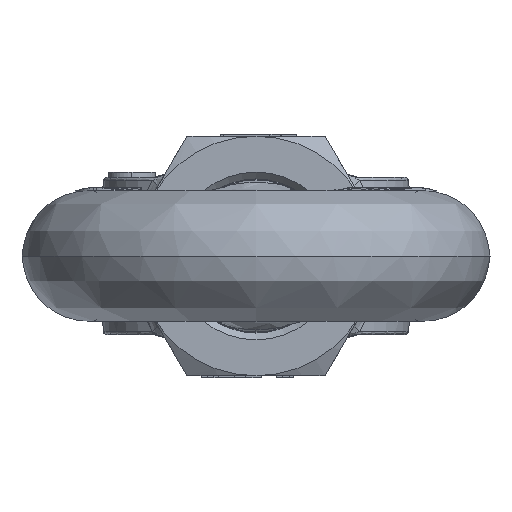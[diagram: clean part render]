
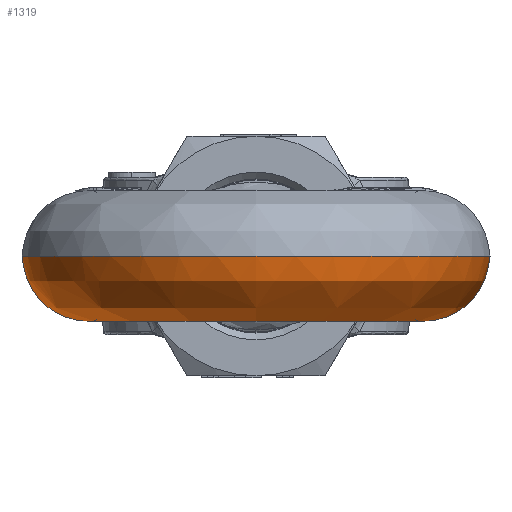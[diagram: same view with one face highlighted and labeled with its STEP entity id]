
A CAD part, left-side view. The second image highlights one B-rep face of the part: STEP entity #1319.
In plain terms, the highlighted free-form (B-spline) face has degree [3, 3] with [4, 7] control points.
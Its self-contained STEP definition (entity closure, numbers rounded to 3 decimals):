
#1319=ADVANCED_FACE('NONE',(#2923),#2924,.T.);
#2923=FACE_OUTER_BOUND('',#8372,.T.);
#2924=(B_SPLINE_SURFACE(3,3,((#8374,#8375,#8376,#8377,#8378,#8379,#8380),(#8381,#8382,#8383,#8384,#8385,#8386,#8387),(#8388,#8389,#8390,#8391,#8392,#8393,#8394),(#8395,#8396,#8397,#8398,#8399,#8400,#8401)),.UNSPECIFIED.,.F.,.F.,.F.)B_SPLINE_SURFACE_WITH_KNOTS((4,4),(4,3,4),(0.0,1.0),(0.0,0.5,1.0),.UNSPECIFIED.)RATIONAL_B_SPLINE_SURFACE(((1.0,0.779,0.779,1.0,0.779,0.779,1.0),(0.333,0.26,0.26,0.333,0.26,0.26,0.333),(0.333,0.26,0.26,0.333,0.26,0.26,0.333),(1.0,0.779,0.779,1.0,0.779,0.779,1.0)))BOUNDED_SURFACE()REPRESENTATION_ITEM('')GEOMETRIC_REPRESENTATION_ITEM()SURFACE());
#8372=EDGE_LOOP('',(#14711,#14712,#14713,#14714));
#8374=CARTESIAN_POINT('',(-207.262,68.124,0.));
#8375=CARTESIAN_POINT('',(-250.566,72.678,0.));
#8376=CARTESIAN_POINT('',(-282.925,43.543,0.));
#8377=CARTESIAN_POINT('',(-282.925,0.,0.));
#8378=CARTESIAN_POINT('',(-282.925,-43.543,0.));
#8379=CARTESIAN_POINT('',(-250.566,-72.678,0.));
#8380=CARTESIAN_POINT('',(-207.262,-68.124,0.));
#8381=CARTESIAN_POINT('',(-207.262,68.124,-38.0));
#8382=CARTESIAN_POINT('',(-250.566,72.678,-38.0));
#8383=CARTESIAN_POINT('',(-282.925,43.543,-38.0));
#8384=CARTESIAN_POINT('',(-282.925,0.,-38.0));
#8385=CARTESIAN_POINT('',(-282.925,-43.543,-38.0));
#8386=CARTESIAN_POINT('',(-250.566,-72.678,-38.0));
#8387=CARTESIAN_POINT('',(-207.262,-68.124,-38.0));
#8388=CARTESIAN_POINT('',(-211.236,30.333,-38.0));
#8389=CARTESIAN_POINT('',(-230.517,32.36,-38.0));
#8390=CARTESIAN_POINT('',(-244.925,19.388,-38.0));
#8391=CARTESIAN_POINT('',(-244.925,0.,-38.0));
#8392=CARTESIAN_POINT('',(-244.925,-19.388,-38.0));
#8393=CARTESIAN_POINT('',(-230.517,-32.36,-38.0));
#8394=CARTESIAN_POINT('',(-211.236,-30.333,-38.0));
#8395=CARTESIAN_POINT('',(-211.236,30.333,0.));
#8396=CARTESIAN_POINT('',(-230.517,32.36,0.));
#8397=CARTESIAN_POINT('',(-244.925,19.388,0.));
#8398=CARTESIAN_POINT('',(-244.925,0.,0.));
#8399=CARTESIAN_POINT('',(-244.925,-19.388,0.));
#8400=CARTESIAN_POINT('',(-230.517,-32.36,0.));
#8401=CARTESIAN_POINT('',(-211.236,-30.333,0.));
#14711=ORIENTED_EDGE('',*,*,#18451,.F.);
#14712=ORIENTED_EDGE('',*,*,#18452,.T.);
#14713=ORIENTED_EDGE('',*,*,#18453,.F.);
#14714=ORIENTED_EDGE('',*,*,#18454,.F.);
#18451=EDGE_CURVE('NONE',#21113,#21112,#21199,.T.);
#18452=EDGE_CURVE('NONE',#21113,#20984,#21200,.T.);
#18453=EDGE_CURVE('NONE',#20986,#20984,#21201,.T.);
#18454=EDGE_CURVE('NONE',#21112,#20986,#21202,.T.);
#20984=VERTEX_POINT('NONE',#28335);
#20986=VERTEX_POINT('NONE',#28337);
#21112=VERTEX_POINT('NONE',#28914);
#21113=VERTEX_POINT('NONE',#28915);
#21199=CIRCLE('',#29226,19.0);
#21200=CIRCLE('',#29227,30.5);
#21201=CIRCLE('',#29228,19.0);
#21202=CIRCLE('',#29229,68.5);
#28335=CARTESIAN_POINT('',(-211.236,-30.333,0.));
#28337=CARTESIAN_POINT('',(-207.262,-68.124,0.));
#28914=CARTESIAN_POINT('',(-207.262,68.124,0.));
#28915=CARTESIAN_POINT('',(-211.236,30.333,0.));
#29226=AXIS2_PLACEMENT_3D('',#35453,#35454,#35455);
#29227=AXIS2_PLACEMENT_3D('',#35456,#35457,#35458);
#29228=AXIS2_PLACEMENT_3D('',#35459,#35460,#35461);
#29229=AXIS2_PLACEMENT_3D('',#35462,#35463,#35464);
#35453=CARTESIAN_POINT('',(-209.249,49.229,0.));
#35454=DIRECTION('',(0.995,-0.105,0.0));
#35455=DIRECTION('',(0.105,0.995,0.0));
#35456=CARTESIAN_POINT('',(-214.425,0.,0.));
#35457=DIRECTION('',(0.,0.,1.0));
#35458=DIRECTION('',(1.0,0.,0.));
#35459=CARTESIAN_POINT('',(-209.249,-49.229,0.0));
#35460=DIRECTION('',(0.995,0.105,0.0));
#35461=DIRECTION('',(0.105,-0.995,0.0));
#35462=CARTESIAN_POINT('',(-214.425,0.,0.));
#35463=DIRECTION('',(0.,0.,1.0));
#35464=DIRECTION('',(1.0,0.,0.));
